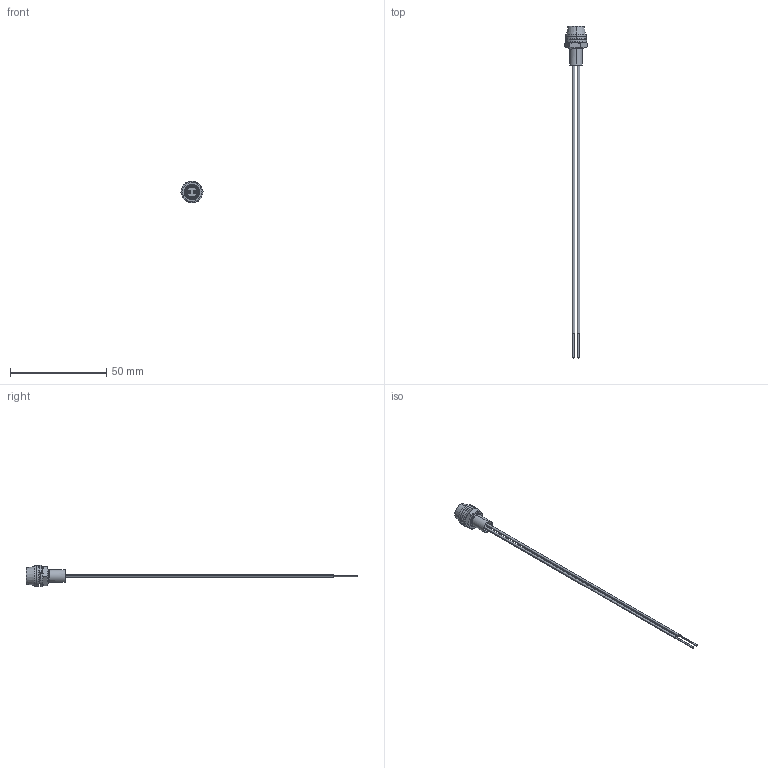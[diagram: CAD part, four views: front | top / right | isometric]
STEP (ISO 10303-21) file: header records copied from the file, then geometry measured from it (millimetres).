
FILE_DESCRIPTION (( 'STEP AP203' ), '1' );
FILE_NAME ('PMRL200W WT Series.STEP', '2021-12-01T19:27:31', ( '' ), ( '' ), 'SwSTEP 2.0', 'SolidWorks 2021', '' );
FILE_SCHEMA (( 'CONFIG_CONTROL_DESIGN' ));
Length unit declared in the file: millimetre
Products named in the file (7): PMRL200; 200-NWB_TRIM FOR 905 NO LENS SERIES; PMRL200W WT Series; NW5-WT; wires^PMRL200W Series; WASHER; M8 X 0.75 THREAD_94223A102
Assembly tree (7 placements, depth 2):
  PMRL200W WT Series
    PMRL200
    M8 X 0.75 THREAD_94223A102
    WASHER
    NW5-WT  x2
    200-NWB_TRIM FOR 905 NO LENS SERIES
    wires^PMRL200W Series
Bounding box: 11.52 x 172.7 x 11.17 mm (x, y, z)
Volume: 945.5 mm3; surface area: 4834.8 mm2
Topology: 9 solids, 11 shells, 154 faces, 376 edges, 244 vertices
Faces by surface type: cylinder 61, plane 60, cone 22, bspline 7, sphere 4
Entity records: 7295 total; most frequent: CARTESIAN_POINT 3187, ORIENTED_EDGE 716, DIRECTION 674, EDGE_CURVE 360, AXIS2_PLACEMENT_3D 255, VERTEX_POINT 236, LINE 164, VECTOR 164
